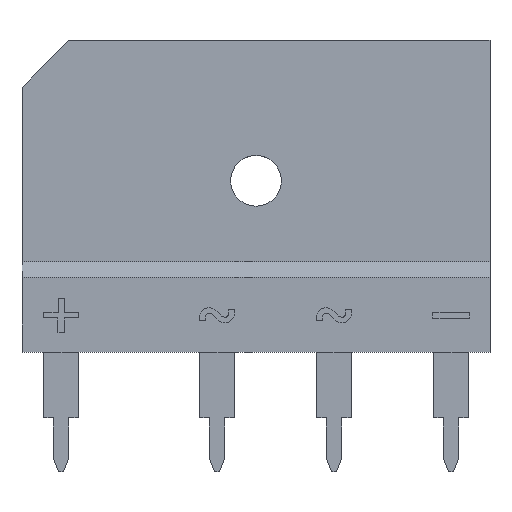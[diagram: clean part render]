
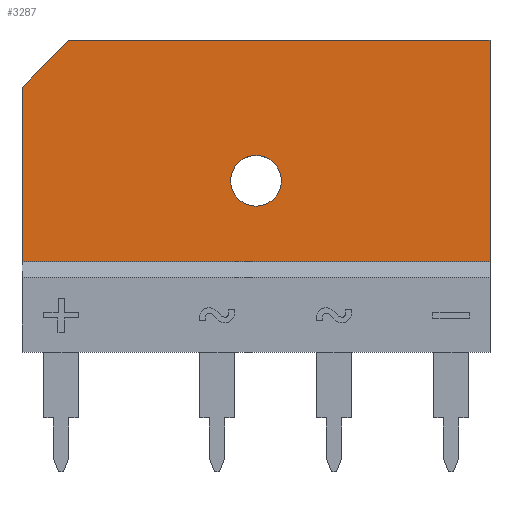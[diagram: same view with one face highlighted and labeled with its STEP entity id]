
A CAD part, top view. The second image highlights one B-rep face of the part: STEP entity #3287.
In plain terms, the highlighted planar face has unit normal (0, 0, 1).
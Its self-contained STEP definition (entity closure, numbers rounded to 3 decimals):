
#1685 = VERTEX_POINT('',#1686);
#1686 = CARTESIAN_POINT('',(1.625,15.2,3.6));
#1693 = CYLINDRICAL_SURFACE('',#1694,1.625);
#1694 = AXIS2_PLACEMENT_3D('',#1695,#1696,#1697);
#1695 = CARTESIAN_POINT('',(0.,15.2,0.));
#1696 = DIRECTION('',(-0.,-0.,1.));
#1697 = DIRECTION('',(1.,0.,0.));
#1705 = CYLINDRICAL_SURFACE('',#1706,1.625);
#1706 = AXIS2_PLACEMENT_3D('',#1707,#1708,#1709);
#1707 = CARTESIAN_POINT('',(0.,15.2,0.));
#1708 = DIRECTION('',(-0.,-0.,1.));
#1709 = DIRECTION('',(1.,0.,0.));
#1717 = EDGE_CURVE('',#1685,#1718,#1720,.T.);
#1718 = VERTEX_POINT('',#1719);
#1719 = CARTESIAN_POINT('',(-1.625,15.2,3.6));
#1720 = SURFACE_CURVE('',#1721,(#1726,#1733),.PCURVE_S1.);
#1721 = CIRCLE('',#1722,1.625);
#1722 = AXIS2_PLACEMENT_3D('',#1723,#1724,#1725);
#1723 = CARTESIAN_POINT('',(0.,15.2,3.6));
#1724 = DIRECTION('',(0.,0.,-1.));
#1725 = DIRECTION('',(0.,1.,0.));
#1726 = PCURVE('',#1693,#1727);
#1727 = DEFINITIONAL_REPRESENTATION('',(#1728),#1732);
#1728 = LINE('',#1729,#1730);
#1729 = CARTESIAN_POINT('',(7.854,3.6));
#1730 = VECTOR('',#1731,1.);
#1731 = DIRECTION('',(-1.,0.));
#1732 = ( GEOMETRIC_REPRESENTATION_CONTEXT(2) 
PARAMETRIC_REPRESENTATION_CONTEXT() REPRESENTATION_CONTEXT('2D SPACE',''
  ) );
#1733 = PCURVE('',#1734,#1739);
#1734 = PLANE('',#1735);
#1735 = AXIS2_PLACEMENT_3D('',#1736,#1737,#1738);
#1736 = CARTESIAN_POINT('',(15.,10.,3.6));
#1737 = DIRECTION('',(0.,0.,-1.));
#1738 = DIRECTION('',(0.,1.,0.));
#1739 = DEFINITIONAL_REPRESENTATION('',(#1740),#1744);
#1740 = CIRCLE('',#1741,1.625);
#1741 = AXIS2_PLACEMENT_2D('',#1742,#1743);
#1742 = CARTESIAN_POINT('',(5.2,-15.));
#1743 = DIRECTION('',(1.,0.));
#1744 = ( GEOMETRIC_REPRESENTATION_CONTEXT(2) 
PARAMETRIC_REPRESENTATION_CONTEXT() REPRESENTATION_CONTEXT('2D SPACE',''
  ) );
#3095 = PLANE('',#3096);
#3096 = AXIS2_PLACEMENT_3D('',#3097,#3098,#3099);
#3097 = CARTESIAN_POINT('',(-15.,0.,0.));
#3098 = DIRECTION('',(-1.,-0.,0.));
#3099 = DIRECTION('',(0.,0.,1.));
#3123 = PLANE('',#3124);
#3124 = AXIS2_PLACEMENT_3D('',#3125,#3126,#3127);
#3125 = CARTESIAN_POINT('',(-15.,21.2,0.));
#3126 = DIRECTION('',(0.707,-0.707,0.));
#3127 = DIRECTION('',(0.707,0.707,0.));
#3151 = PLANE('',#3152);
#3152 = AXIS2_PLACEMENT_3D('',#3153,#3154,#3155);
#3153 = CARTESIAN_POINT('',(15.,24.2,3.6));
#3154 = DIRECTION('',(0.,-1.,0.));
#3155 = DIRECTION('',(0.,-0.,-1.));
#3179 = PLANE('',#3180);
#3180 = AXIS2_PLACEMENT_3D('',#3181,#3182,#3183);
#3181 = CARTESIAN_POINT('',(15.,0.,0.));
#3182 = DIRECTION('',(-1.,-0.,0.));
#3183 = DIRECTION('',(0.,0.,1.));
#3222 = VERTEX_POINT('',#3223);
#3223 = CARTESIAN_POINT('',(-12.,24.2,3.6));
#3244 = EDGE_CURVE('',#3245,#3222,#3247,.T.);
#3245 = VERTEX_POINT('',#3246);
#3246 = CARTESIAN_POINT('',(15.,24.2,3.6));
#3247 = SURFACE_CURVE('',#3248,(#3252,#3259),.PCURVE_S1.);
#3248 = LINE('',#3249,#3250);
#3249 = CARTESIAN_POINT('',(15.,24.2,3.6));
#3250 = VECTOR('',#3251,1.);
#3251 = DIRECTION('',(-1.,-0.,-0.));
#3252 = PCURVE('',#3151,#3253);
#3253 = DEFINITIONAL_REPRESENTATION('',(#3254),#3258);
#3254 = LINE('',#3255,#3256);
#3255 = CARTESIAN_POINT('',(0.,0.));
#3256 = VECTOR('',#3257,1.);
#3257 = DIRECTION('',(0.,-1.));
#3258 = ( GEOMETRIC_REPRESENTATION_CONTEXT(2) 
PARAMETRIC_REPRESENTATION_CONTEXT() REPRESENTATION_CONTEXT('2D SPACE',''
  ) );
#3259 = PCURVE('',#1734,#3260);
#3260 = DEFINITIONAL_REPRESENTATION('',(#3261),#3265);
#3261 = LINE('',#3262,#3263);
#3262 = CARTESIAN_POINT('',(14.2,0.));
#3263 = VECTOR('',#3264,1.);
#3264 = DIRECTION('',(0.,-1.));
#3265 = ( GEOMETRIC_REPRESENTATION_CONTEXT(2) 
PARAMETRIC_REPRESENTATION_CONTEXT() REPRESENTATION_CONTEXT('2D SPACE',''
  ) );
#3287 = ADVANCED_FACE('',(#3288,#3313),#1734,.F.);
#3288 = FACE_BOUND('',#3289,.T.);
#3289 = EDGE_LOOP('',(#3290,#3291));
#3290 = ORIENTED_EDGE('',*,*,#1717,.T.);
#3291 = ORIENTED_EDGE('',*,*,#3292,.T.);
#3292 = EDGE_CURVE('',#1718,#1685,#3293,.T.);
#3293 = SURFACE_CURVE('',#3294,(#3299,#3306),.PCURVE_S1.);
#3294 = CIRCLE('',#3295,1.625);
#3295 = AXIS2_PLACEMENT_3D('',#3296,#3297,#3298);
#3296 = CARTESIAN_POINT('',(0.,15.2,3.6));
#3297 = DIRECTION('',(0.,0.,-1.));
#3298 = DIRECTION('',(0.,1.,0.));
#3299 = PCURVE('',#1734,#3300);
#3300 = DEFINITIONAL_REPRESENTATION('',(#3301),#3305);
#3301 = CIRCLE('',#3302,1.625);
#3302 = AXIS2_PLACEMENT_2D('',#3303,#3304);
#3303 = CARTESIAN_POINT('',(5.2,-15.));
#3304 = DIRECTION('',(1.,0.));
#3305 = ( GEOMETRIC_REPRESENTATION_CONTEXT(2) 
PARAMETRIC_REPRESENTATION_CONTEXT() REPRESENTATION_CONTEXT('2D SPACE',''
  ) );
#3306 = PCURVE('',#1705,#3307);
#3307 = DEFINITIONAL_REPRESENTATION('',(#3308),#3312);
#3308 = LINE('',#3309,#3310);
#3309 = CARTESIAN_POINT('',(7.854,3.6));
#3310 = VECTOR('',#3311,1.);
#3311 = DIRECTION('',(-1.,0.));
#3312 = ( GEOMETRIC_REPRESENTATION_CONTEXT(2) 
PARAMETRIC_REPRESENTATION_CONTEXT() REPRESENTATION_CONTEXT('2D SPACE',''
  ) );
#3313 = FACE_BOUND('',#3314,.T.);
#3314 = EDGE_LOOP('',(#3315,#3316,#3339,#3362,#3390));
#3315 = ORIENTED_EDGE('',*,*,#3244,.T.);
#3316 = ORIENTED_EDGE('',*,*,#3317,.T.);
#3317 = EDGE_CURVE('',#3222,#3318,#3320,.T.);
#3318 = VERTEX_POINT('',#3319);
#3319 = CARTESIAN_POINT('',(-15.,21.2,3.6));
#3320 = SURFACE_CURVE('',#3321,(#3325,#3332),.PCURVE_S1.);
#3321 = LINE('',#3322,#3323);
#3322 = CARTESIAN_POINT('',(-5.6,30.6,3.6));
#3323 = VECTOR('',#3324,1.);
#3324 = DIRECTION('',(-0.707,-0.707,
    0.));
#3325 = PCURVE('',#1734,#3326);
#3326 = DEFINITIONAL_REPRESENTATION('',(#3327),#3331);
#3327 = LINE('',#3328,#3329);
#3328 = CARTESIAN_POINT('',(20.6,-20.6));
#3329 = VECTOR('',#3330,1.);
#3330 = DIRECTION('',(-0.707,-0.707));
#3331 = ( GEOMETRIC_REPRESENTATION_CONTEXT(2) 
PARAMETRIC_REPRESENTATION_CONTEXT() REPRESENTATION_CONTEXT('2D SPACE',''
  ) );
#3332 = PCURVE('',#3123,#3333);
#3333 = DEFINITIONAL_REPRESENTATION('',(#3334),#3338);
#3334 = LINE('',#3335,#3336);
#3335 = CARTESIAN_POINT('',(13.294,3.6));
#3336 = VECTOR('',#3337,1.);
#3337 = DIRECTION('',(-1.,0.));
#3338 = ( GEOMETRIC_REPRESENTATION_CONTEXT(2) 
PARAMETRIC_REPRESENTATION_CONTEXT() REPRESENTATION_CONTEXT('2D SPACE',''
  ) );
#3339 = ORIENTED_EDGE('',*,*,#3340,.T.);
#3340 = EDGE_CURVE('',#3318,#3341,#3343,.T.);
#3341 = VERTEX_POINT('',#3342);
#3342 = CARTESIAN_POINT('',(-15.,10.,3.6));
#3343 = SURFACE_CURVE('',#3344,(#3348,#3355),.PCURVE_S1.);
#3344 = LINE('',#3345,#3346);
#3345 = CARTESIAN_POINT('',(-15.,10.,3.6));
#3346 = VECTOR('',#3347,1.);
#3347 = DIRECTION('',(-0.,-1.,0.));
#3348 = PCURVE('',#1734,#3349);
#3349 = DEFINITIONAL_REPRESENTATION('',(#3350),#3354);
#3350 = LINE('',#3351,#3352);
#3351 = CARTESIAN_POINT('',(0.,-30.));
#3352 = VECTOR('',#3353,1.);
#3353 = DIRECTION('',(-1.,0.));
#3354 = ( GEOMETRIC_REPRESENTATION_CONTEXT(2) 
PARAMETRIC_REPRESENTATION_CONTEXT() REPRESENTATION_CONTEXT('2D SPACE',''
  ) );
#3355 = PCURVE('',#3095,#3356);
#3356 = DEFINITIONAL_REPRESENTATION('',(#3357),#3361);
#3357 = LINE('',#3358,#3359);
#3358 = CARTESIAN_POINT('',(3.6,10.));
#3359 = VECTOR('',#3360,1.);
#3360 = DIRECTION('',(0.,-1.));
#3361 = ( GEOMETRIC_REPRESENTATION_CONTEXT(2) 
PARAMETRIC_REPRESENTATION_CONTEXT() REPRESENTATION_CONTEXT('2D SPACE',''
  ) );
#3362 = ORIENTED_EDGE('',*,*,#3363,.F.);
#3363 = EDGE_CURVE('',#3364,#3341,#3366,.T.);
#3364 = VERTEX_POINT('',#3365);
#3365 = CARTESIAN_POINT('',(15.,10.,3.6));
#3366 = SURFACE_CURVE('',#3367,(#3371,#3378),.PCURVE_S1.);
#3367 = LINE('',#3368,#3369);
#3368 = CARTESIAN_POINT('',(15.,10.,3.6));
#3369 = VECTOR('',#3370,1.);
#3370 = DIRECTION('',(-1.,-0.,-0.));
#3371 = PCURVE('',#1734,#3372);
#3372 = DEFINITIONAL_REPRESENTATION('',(#3373),#3377);
#3373 = LINE('',#3374,#3375);
#3374 = CARTESIAN_POINT('',(0.,0.));
#3375 = VECTOR('',#3376,1.);
#3376 = DIRECTION('',(0.,-1.));
#3377 = ( GEOMETRIC_REPRESENTATION_CONTEXT(2) 
PARAMETRIC_REPRESENTATION_CONTEXT() REPRESENTATION_CONTEXT('2D SPACE',''
  ) );
#3378 = PCURVE('',#3379,#3384);
#3379 = PLANE('',#3380);
#3380 = AXIS2_PLACEMENT_3D('',#3381,#3382,#3383);
#3381 = CARTESIAN_POINT('',(15.,9.,4.6));
#3382 = DIRECTION('',(0.,-0.707,-0.707));
#3383 = DIRECTION('',(0.,0.707,-0.707));
#3384 = DEFINITIONAL_REPRESENTATION('',(#3385),#3389);
#3385 = LINE('',#3386,#3387);
#3386 = CARTESIAN_POINT('',(1.414,0.));
#3387 = VECTOR('',#3388,1.);
#3388 = DIRECTION('',(0.,-1.));
#3389 = ( GEOMETRIC_REPRESENTATION_CONTEXT(2) 
PARAMETRIC_REPRESENTATION_CONTEXT() REPRESENTATION_CONTEXT('2D SPACE',''
  ) );
#3390 = ORIENTED_EDGE('',*,*,#3391,.F.);
#3391 = EDGE_CURVE('',#3245,#3364,#3392,.T.);
#3392 = SURFACE_CURVE('',#3393,(#3397,#3404),.PCURVE_S1.);
#3393 = LINE('',#3394,#3395);
#3394 = CARTESIAN_POINT('',(15.,10.,3.6));
#3395 = VECTOR('',#3396,1.);
#3396 = DIRECTION('',(-0.,-1.,0.));
#3397 = PCURVE('',#1734,#3398);
#3398 = DEFINITIONAL_REPRESENTATION('',(#3399),#3403);
#3399 = LINE('',#3400,#3401);
#3400 = CARTESIAN_POINT('',(0.,0.));
#3401 = VECTOR('',#3402,1.);
#3402 = DIRECTION('',(-1.,0.));
#3403 = ( GEOMETRIC_REPRESENTATION_CONTEXT(2) 
PARAMETRIC_REPRESENTATION_CONTEXT() REPRESENTATION_CONTEXT('2D SPACE',''
  ) );
#3404 = PCURVE('',#3179,#3405);
#3405 = DEFINITIONAL_REPRESENTATION('',(#3406),#3410);
#3406 = LINE('',#3407,#3408);
#3407 = CARTESIAN_POINT('',(3.6,10.));
#3408 = VECTOR('',#3409,1.);
#3409 = DIRECTION('',(0.,-1.));
#3410 = ( GEOMETRIC_REPRESENTATION_CONTEXT(2) 
PARAMETRIC_REPRESENTATION_CONTEXT() REPRESENTATION_CONTEXT('2D SPACE',''
  ) );
